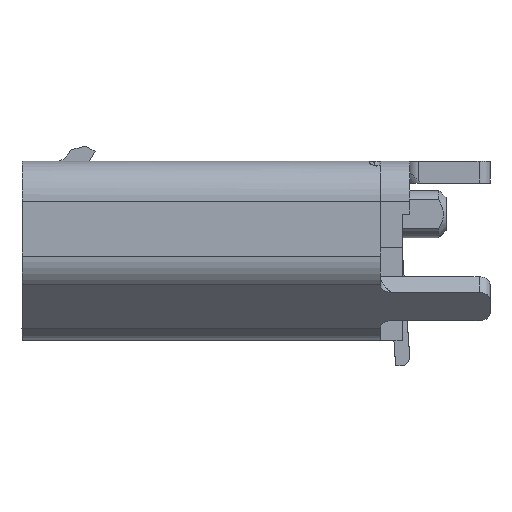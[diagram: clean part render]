
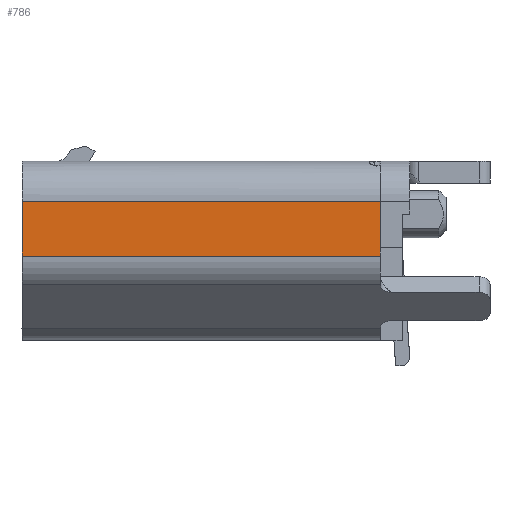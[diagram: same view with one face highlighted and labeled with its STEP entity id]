
A CAD part, left-side view. The second image highlights one B-rep face of the part: STEP entity #786.
In plain terms, the highlighted face is planar.
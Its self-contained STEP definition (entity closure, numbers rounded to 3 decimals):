
#786 = ADVANCED_FACE( 'NONE', ( #2103 ), #2104, .F. );
#2103 = FACE_OUTER_BOUND( '', #3727, .T. );
#2104 = PLANE( '', #3728 );
#3727 = EDGE_LOOP( '', ( #9108, #9109, #9110, #9111 ) );
#3728 = AXIS2_PLACEMENT_3D( '', #9112, #9113, #9114 );
#9108 = ORIENTED_EDGE( '', *, *, #11243, .F. );
#9109 = ORIENTED_EDGE( '', *, *, #11222, .F. );
#9110 = ORIENTED_EDGE( '', *, *, #10905, .F. );
#9111 = ORIENTED_EDGE( '', *, *, #11199, .F. );
#9112 = CARTESIAN_POINT( '', ( 3.75, 0.97, -5.003 ) );
#9113 = DIRECTION( '', ( -1., 0., 0. ) );
#9114 = DIRECTION( '', ( 0., 0., 1. ) );
#10905 = EDGE_CURVE( 'NONE', #13567, #13555, #13569, .T. );
#11199 = EDGE_CURVE( 'NONE', #14106, #13567, #14108, .T. );
#11222 = EDGE_CURVE( 'NONE', #13555, #14144, #14145, .T. );
#11243 = EDGE_CURVE( 'NONE', #14144, #14106, #14177, .T. );
#13555 = VERTEX_POINT( 'NONE', #18081 );
#13567 = VERTEX_POINT( 'NONE', #18096 );
#13569 = LINE( '', #18098, #18099 );
#14106 = VERTEX_POINT( 'NONE', #19022 );
#14108 = LINE( '', #19024, #19025 );
#14144 = VERTEX_POINT( 'NONE', #19097 );
#14145 = LINE( '', #19098, #19099 );
#14177 = LINE( '', #19152, #19153 );
#18081 = CARTESIAN_POINT( '', ( 3.75, 0.209, -4.9 ) );
#18096 = CARTESIAN_POINT( '', ( 3.75, 0.955, -4.9 ) );
#18098 = CARTESIAN_POINT( '', ( 3.75, 0.222, -4.9 ) );
#18099 = VECTOR( '', #21452, 1000. );
#19022 = CARTESIAN_POINT( '', ( 3.75, 0.955, 0. ) );
#19024 = CARTESIAN_POINT( '', ( 3.75, 0.955, -5.003 ) );
#19025 = VECTOR( '', #21860, 1000. );
#19097 = CARTESIAN_POINT( '', ( 3.75, 0.209, 0. ) );
#19098 = CARTESIAN_POINT( '', ( 3.75, 0.209, -5.003 ) );
#19099 = VECTOR( '', #21893, 1000. );
#19152 = CARTESIAN_POINT( '', ( 3.75, 0.97, 0. ) );
#19153 = VECTOR( '', #21929, 1000. );
#21452 = DIRECTION( '', ( 0., -1., 0. ) );
#21860 = DIRECTION( '', ( 0., 0., -1. ) );
#21893 = DIRECTION( '', ( 0., 0., 1. ) );
#21929 = DIRECTION( '', ( 0., 1., 0. ) );
